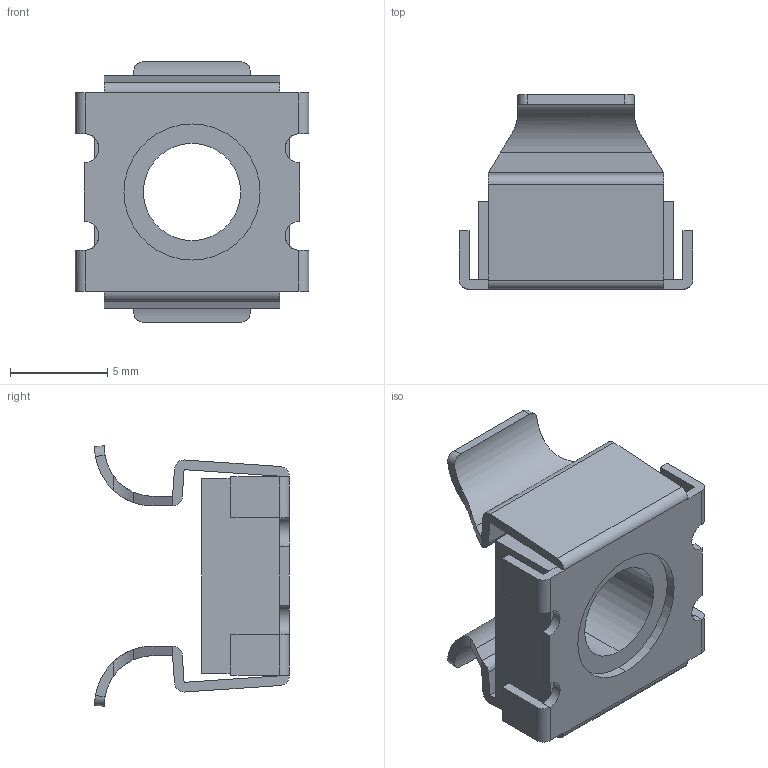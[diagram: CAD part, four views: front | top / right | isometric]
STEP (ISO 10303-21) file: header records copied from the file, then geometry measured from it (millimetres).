
FILE_DESCRIPTION (( 'STEP AP203' ), '1' );
FILE_NAME ('C-593-M5.STEP', '2015-10-16T05:42:55', ( '' ), ( '' ), 'SwSTEP 2.0', 'SolidWorks 2012', '' );
FILE_SCHEMA (( 'CONFIG_CONTROL_DESIGN' ));
Length unit declared in the file: millimetre
Products named in the file (1): C-593-M5
Bounding box: 12 x 10 x 13.4 mm (x, y, z)
Volume: 472.5 mm3; surface area: 1056.3 mm2
Topology: 2 solids, 2 shells, 89 faces, 245 edges, 160 vertices
Faces by surface type: plane 56, cylinder 31, cone 2
Entity records: 2948 total; most frequent: CARTESIAN_POINT 617, ORIENTED_EDGE 490, DIRECTION 445, EDGE_CURVE 245, LINE 169, VECTOR 169, VERTEX_POINT 160, AXIS2_PLACEMENT_3D 138
